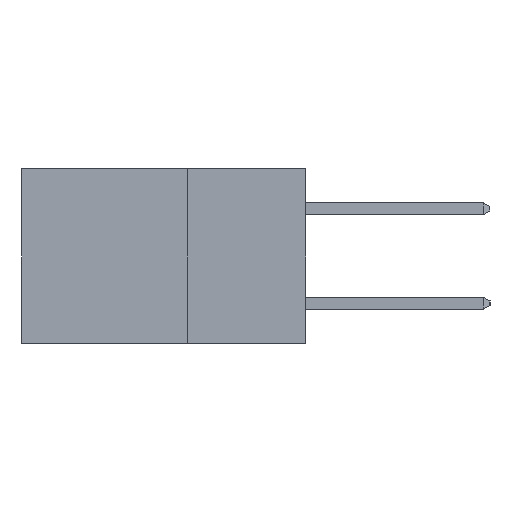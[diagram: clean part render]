
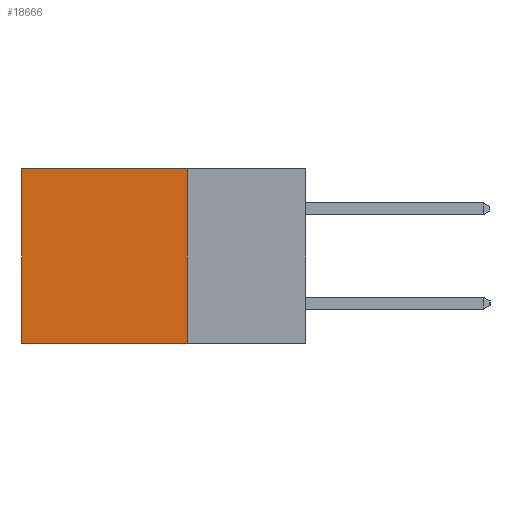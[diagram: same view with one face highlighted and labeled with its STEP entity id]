
A CAD part, left-side view. The second image highlights one B-rep face of the part: STEP entity #18666.
In plain terms, the highlighted planar face has unit normal (-1, 0, 0).
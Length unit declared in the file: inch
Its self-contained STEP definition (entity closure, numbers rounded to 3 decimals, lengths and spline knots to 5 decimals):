
#423 = DIRECTION ( 'NONE',  ( 0., 0., -1. ) ) ;
#541 = LINE ( 'NONE', #17884, #1073 ) ;
#1073 = VECTOR ( 'NONE', #5966, 39.37008 ) ;
#1097 = CARTESIAN_POINT ( 'NONE',  ( 0.2615, 0.25, -0.37 ) ) ;
#1389 = VERTEX_POINT ( 'NONE', #2232 ) ;
#2232 = CARTESIAN_POINT ( 'NONE',  ( 0.2615, 0.6, 0. ) ) ;
#2286 = PLANE ( 'NONE',  #21853 ) ;
#2495 = VERTEX_POINT ( 'NONE', #14848 ) ;
#3005 = EDGE_LOOP ( 'NONE', ( #11094, #9482, #6394, #18358 ) ) ;
#3989 = CARTESIAN_POINT ( 'NONE',  ( 0.2615, 0.6, -0.37 ) ) ;
#4026 = CARTESIAN_POINT ( 'NONE',  ( 0.2615, 0.25, -0.37 ) ) ;
#4270 = CARTESIAN_POINT ( 'NONE',  ( 0.2615, 0.25, 0. ) ) ;
#4613 = EDGE_CURVE ( 'NONE', #1389, #15222, #6631, .T. ) ;
#4767 = LINE ( 'NONE', #4270, #13334 ) ;
#5251 = LINE ( 'NONE', #12817, #17784 ) ;
#5371 = EDGE_CURVE ( 'NONE', #16144, #15222, #5251, .T. ) ;
#5726 = DIRECTION ( 'NONE',  ( 1., 0., 0. ) ) ;
#5966 = DIRECTION ( 'NONE',  ( 0., 0., -1. ) ) ;
#6394 = ORIENTED_EDGE ( 'NONE', *, *, #9496, .F. ) ;
#6631 = LINE ( 'NONE', #12399, #11182 ) ;
#7133 = FACE_OUTER_BOUND ( 'NONE', #3005, .T. ) ;
#9482 = ORIENTED_EDGE ( 'NONE', *, *, #5371, .F. ) ;
#9496 = EDGE_CURVE ( 'NONE', #2495, #16144, #541, .T. ) ;
#11094 = ORIENTED_EDGE ( 'NONE', *, *, #4613, .T. ) ;
#11182 = VECTOR ( 'NONE', #423, 39.37008 ) ;
#12399 = CARTESIAN_POINT ( 'NONE',  ( 0.2615, 0.6, -0.37 ) ) ;
#12817 = CARTESIAN_POINT ( 'NONE',  ( 0.2615, 0.25, -0.37 ) ) ;
#13329 = EDGE_CURVE ( 'NONE', #2495, #1389, #4767, .T. ) ;
#13334 = VECTOR ( 'NONE', #17896, 39.37008 ) ;
#14538 = DIRECTION ( 'NONE',  ( 0., 1., 0. ) ) ;
#14848 = CARTESIAN_POINT ( 'NONE',  ( 0.2615, 0.25, 0. ) ) ;
#15222 = VERTEX_POINT ( 'NONE', #3989 ) ;
#16144 = VERTEX_POINT ( 'NONE', #1097 ) ;
#17655 = DIRECTION ( 'NONE',  ( 0., 0., -1. ) ) ;
#17784 = VECTOR ( 'NONE', #14538, 39.37008 ) ;
#17884 = CARTESIAN_POINT ( 'NONE',  ( 0.2615, 0.25, -0.37 ) ) ;
#17896 = DIRECTION ( 'NONE',  ( 0., 1., 0. ) ) ;
#18358 = ORIENTED_EDGE ( 'NONE', *, *, #13329, .T. ) ;
#18666 = ADVANCED_FACE ( 'NONE', ( #7133 ), #2286, .F. ) ;
#21853 = AXIS2_PLACEMENT_3D ( 'NONE', #4026, #5726, #17655 ) ;
